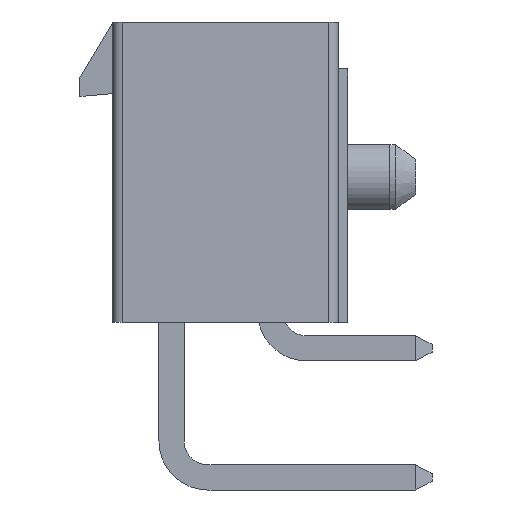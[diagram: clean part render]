
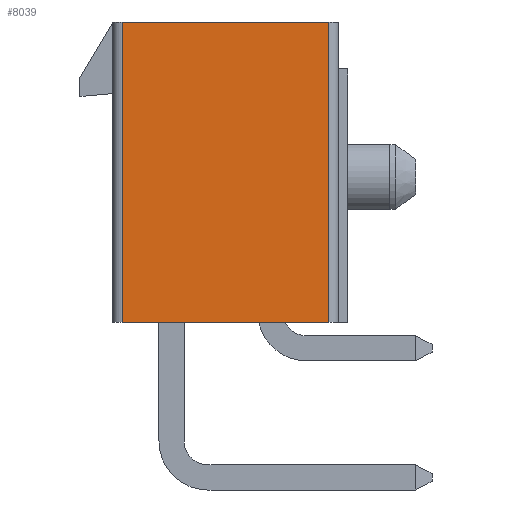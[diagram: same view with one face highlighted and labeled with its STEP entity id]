
A CAD part, left-side view. The second image highlights one B-rep face of the part: STEP entity #8039.
In plain terms, the highlighted planar face has unit normal (-1, 0, 0).
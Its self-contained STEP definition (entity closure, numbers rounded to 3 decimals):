
#26=DIRECTION('',(0.,1.,0.));
#27=VECTOR('',#26,8.8);
#28=CARTESIAN_POINT('',(-21.6,0.8,0.));
#29=LINE('',#28,#27);
#471=DIRECTION('',(0.,0.,1.));
#472=VECTOR('',#471,12.8);
#473=CARTESIAN_POINT('',(-21.6,9.6,-12.8));
#474=LINE('',#473,#472);
#480=DIRECTION('',(0.,0.,1.));
#481=VECTOR('',#480,12.8);
#482=CARTESIAN_POINT('',(-21.6,0.8,-12.8));
#483=LINE('',#482,#481);
#728=DIRECTION('',(0.,1.,0.));
#729=VECTOR('',#728,8.8);
#730=CARTESIAN_POINT('',(-21.6,0.8,-12.8));
#731=LINE('',#730,#729);
#6033=CARTESIAN_POINT('',(-21.6,9.6,0.));
#6034=VERTEX_POINT('',#6033);
#6035=CARTESIAN_POINT('',(-21.6,9.6,-12.8));
#6036=VERTEX_POINT('',#6035);
#6037=CARTESIAN_POINT('',(-21.6,0.8,-12.8));
#6038=CARTESIAN_POINT('',(-21.6,0.8,0.));
#6039=VERTEX_POINT('',#6037);
#6040=VERTEX_POINT('',#6038);
#8026=CARTESIAN_POINT('',(-21.6,0.4,0.));
#8027=DIRECTION('',(-1.,0.,0.));
#8028=DIRECTION('',(0.,1.,0.));
#8029=AXIS2_PLACEMENT_3D('',#8026,#8027,#8028);
#8030=PLANE('',#8029);
#8031=ORIENTED_EDGE('',*,*,#8019,.T.);
#8032=ORIENTED_EDGE('',*,*,#7712,.F.);
#8034=ORIENTED_EDGE('',*,*,#8033,.F.);
#8036=ORIENTED_EDGE('',*,*,#8035,.T.);
#8037=EDGE_LOOP('',(#8031,#8032,#8034,#8036));
#8038=FACE_OUTER_BOUND('',#8037,.F.);
#8039=ADVANCED_FACE('',(#8038),#8030,.T.);
#7712=EDGE_CURVE('',#6040,#6034,#29,.T.);
#8019=EDGE_CURVE('',#6036,#6034,#474,.T.);
#8033=EDGE_CURVE('',#6039,#6040,#483,.T.);
#8035=EDGE_CURVE('',#6039,#6036,#731,.T.);
